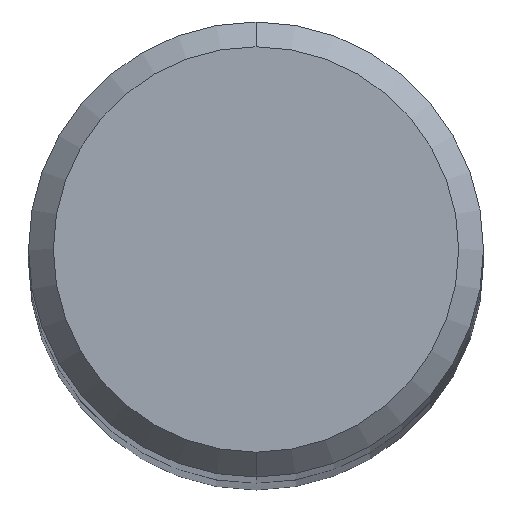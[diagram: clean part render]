
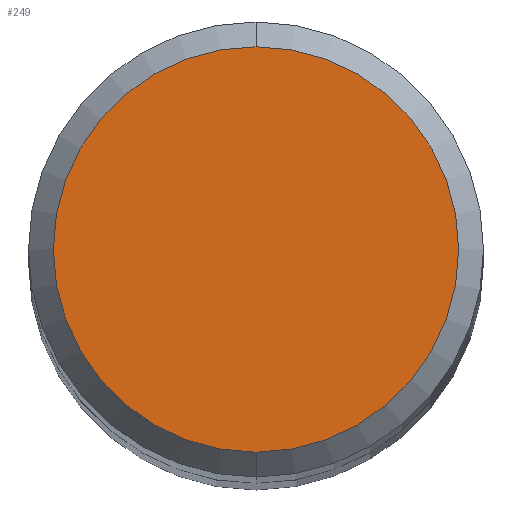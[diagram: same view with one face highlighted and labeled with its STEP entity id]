
A CAD part, top view. The second image highlights one B-rep face of the part: STEP entity #249.
In plain terms, the highlighted planar face has unit normal (0, 0, 1).
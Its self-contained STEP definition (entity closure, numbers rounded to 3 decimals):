
#249=ADVANCED_FACE('',(#533),#534,.T.);
#275=VERTEX_POINT('',#561);
#287=EDGE_CURVE('',#275,#387,#574,.T.);
#387=VERTEX_POINT('',#686);
#391=EDGE_CURVE('',#387,#275,#690,.T.);
#533=FACE_OUTER_BOUND('',#981,.T.);
#534=PLANE('',#982);
#561=CARTESIAN_POINT('',(0.0,4.9,0.0));
#574=CIRCLE('',#1090,4.9);
#686=CARTESIAN_POINT('',(0.,-4.9,0.0));
#690=CIRCLE('',#1300,4.9);
#981=EDGE_LOOP('',(#1478,#1479));
#982=AXIS2_PLACEMENT_3D('',#1480,#1481,#1482);
#1090=AXIS2_PLACEMENT_3D('',#1519,#1520,#1521);
#1300=AXIS2_PLACEMENT_3D('',#1654,#1655,#1656);
#1478=ORIENTED_EDGE('',*,*,#287,.F.);
#1479=ORIENTED_EDGE('',*,*,#391,.F.);
#1480=CARTESIAN_POINT('',(0.0,2.45,0.0));
#1481=DIRECTION('',(-0.0,0.0,1.0));
#1482=DIRECTION('',(0.0,-1.0,0.0));
#1519=CARTESIAN_POINT('',(0.0,0.0,0.0));
#1520=DIRECTION('',(0.0,0.0,-1.0));
#1521=DIRECTION('',(0.0,1.0,0.0));
#1654=CARTESIAN_POINT('',(0.0,0.0,0.0));
#1655=DIRECTION('',(0.0,0.0,-1.0));
#1656=DIRECTION('',(0.0,1.0,0.0));
